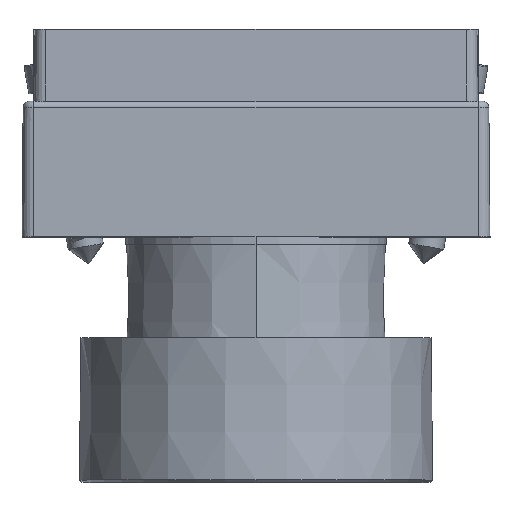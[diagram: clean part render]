
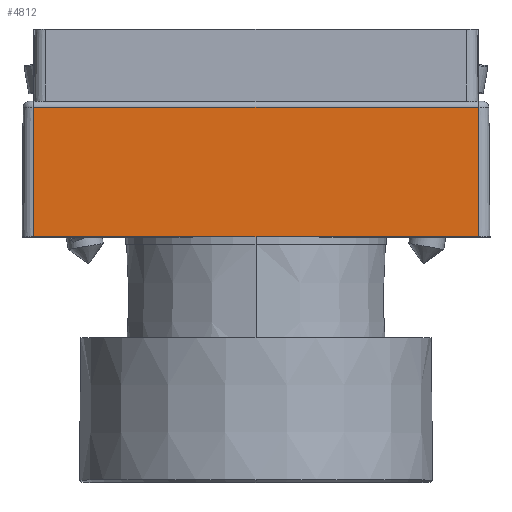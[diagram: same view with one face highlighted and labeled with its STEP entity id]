
A CAD part, top view. The second image highlights one B-rep face of the part: STEP entity #4812.
In plain terms, the highlighted planar face has unit normal (0, 0.009, 1).
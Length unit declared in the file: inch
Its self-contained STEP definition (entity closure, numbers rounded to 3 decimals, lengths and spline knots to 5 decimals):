
#801 = LINE ( 'NONE', #2413, #1907 ) ;
#1769 = CARTESIAN_POINT ( 'NONE',  ( 0.73831, -0.3124, 0.59874 ) ) ;
#1907 = VECTOR ( 'NONE', #9326, 39.37008 ) ;
#2413 = CARTESIAN_POINT ( 'NONE',  ( -0.73807, -0.3124, 0.59874 ) ) ;
#2420 = CARTESIAN_POINT ( 'NONE',  ( 0.36921, 0.11888, 0.59498 ) ) ;
#2568 = DIRECTION ( 'NONE',  ( 1., 0., 0. ) ) ;
#4812 = ADVANCED_FACE ( 'NONE', ( #12588 ), #12797, .T. ) ;
#6767 = CARTESIAN_POINT ( 'NONE',  ( -0.73807, 0.11888, 0.59498 ) ) ;
#8412 = LINE ( 'NONE', #2420, #13252 ) ;
#8617 = LINE ( 'NONE', #1769, #16160 ) ;
#9326 = DIRECTION ( 'NONE',  ( 0., -1., 0.009 ) ) ;
#9431 = CARTESIAN_POINT ( 'NONE',  ( -0.73807, -0.3124, 0.59874 ) ) ;
#9551 = CARTESIAN_POINT ( 'NONE',  ( 0.73831, -0.3124, 0.59874 ) ) ;
#9722 = VERTEX_POINT ( 'NONE', #9551 ) ;
#9885 = CARTESIAN_POINT ( 'NONE',  ( 0.73831, -0.3124, 0.59874 ) ) ;
#12588 = FACE_OUTER_BOUND ( 'NONE', #18697, .T. ) ;
#12797 = PLANE ( 'NONE',  #39160 ) ;
#13252 = VECTOR ( 'NONE', #2568, 39.37008 ) ;
#13555 = EDGE_CURVE ( 'NONE', #41207, #33058, #8412, .T. ) ;
#13952 = ORIENTED_EDGE ( 'NONE', *, *, #42604, .T. ) ;
#16160 = VECTOR ( 'NONE', #39095, 39.37008 ) ;
#16430 = DIRECTION ( 'NONE',  ( 0., -1., 0.009 ) ) ;
#16526 = VECTOR ( 'NONE', #20362, 39.37008 ) ;
#18697 = EDGE_LOOP ( 'NONE', ( #13952, #21119, #30186, #23172 ) ) ;
#20362 = DIRECTION ( 'NONE',  ( 0., 1., -0.009 ) ) ;
#21119 = ORIENTED_EDGE ( 'NONE', *, *, #43363, .T. ) ;
#23172 = ORIENTED_EDGE ( 'NONE', *, *, #25921, .T. ) ;
#25921 = EDGE_CURVE ( 'NONE', #41207, #37694, #801, .T. ) ;
#28324 = LINE ( 'NONE', #9885, #16526 ) ;
#30186 = ORIENTED_EDGE ( 'NONE', *, *, #13555, .F. ) ;
#31470 = CARTESIAN_POINT ( 'NONE',  ( 0.73831, 0.11888, 0.59498 ) ) ;
#33058 = VERTEX_POINT ( 'NONE', #31470 ) ;
#36747 = DIRECTION ( 'NONE',  ( 0., 0.009, 1. ) ) ;
#37694 = VERTEX_POINT ( 'NONE', #9431 ) ;
#39095 = DIRECTION ( 'NONE',  ( 1., 0., 0. ) ) ;
#39160 = AXIS2_PLACEMENT_3D ( 'NONE', #43355, #36747, #16430 ) ;
#41207 = VERTEX_POINT ( 'NONE', #6767 ) ;
#42604 = EDGE_CURVE ( 'NONE', #37694, #9722, #8617, .T. ) ;
#43355 = CARTESIAN_POINT ( 'NONE',  ( 0.73831, -0.3124, 0.59874 ) ) ;
#43363 = EDGE_CURVE ( 'NONE', #9722, #33058, #28324, .T. ) ;
